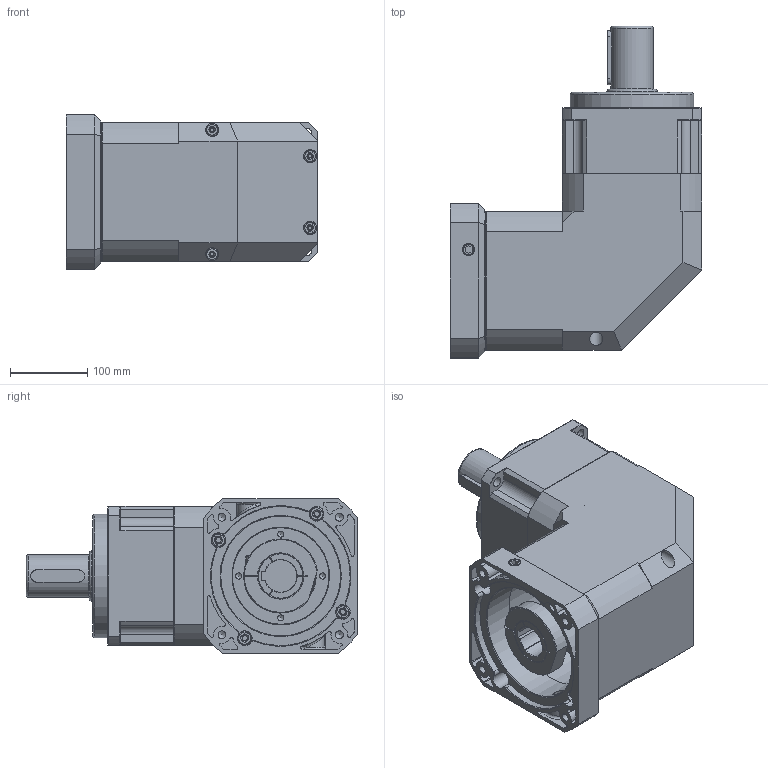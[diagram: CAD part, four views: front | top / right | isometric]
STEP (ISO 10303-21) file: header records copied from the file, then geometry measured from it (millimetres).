
FILE_DESCRIPTION((''),'2;1');
FILE_NAME('KSBL-180-1.stp','2017-05-17T11:14:19',('Young'),(''),'Autodesk Inventor 2012','Autodesk Inventor 2012','');
FILE_SCHEMA(('AUTOMOTIVE_DESIGN { 1 0 10303 214 1 1 1 1 }'));
Length unit declared in the file: millimetre
Products named in the file (3): 조립품1; KSBL-180-1; BS 4168 : 부품 1 6각 소켓 머리 캡 나사 - 미터 M10 x 40
Assembly tree (2 placements, depth 2):
  조립품1
    KSBL-180-1
    BS 4168 : 부품 1 6각 소켓 머리 캡 나사 - 미터 M10 x 40
Bounding box: 325 x 429.6 x 200 mm (x, y, z)
Volume: 7540422.3 mm3; surface area: 908760.3 mm2
Topology: 21 solids, 23 shells, 721 faces, 1719 edges, 1102 vertices
Faces by surface type: plane 341, cylinder 236, cone 111, torus 20, bspline 13
Full cylindrical faces by diameter (mm): 8 x4, 8.5 x4, 8.6 x1, 10 x5, 10.2 x8, 11 x1, 12 x4, 12.1 x1, 13 x12, 14 x1, 14.5 x4, 15.607 x2, 16 x5, 17 x4, 18 x4, 19 x4, 51 x1, 54.9 x1, 55 x1, 58.2 x1, 59.8 x1, 60 x1, 64.8 x1, 65 x2, 73 x1, 80.883 x1, 81 x1, 86 x1, 87 x1, 90 x5
Entity records: 25980 total; most frequent: CARTESIAN_POINT 9753, DIRECTION 3399, ORIENTED_EDGE 2976, EDGE_CURVE 1488, AXIS2_PLACEMENT_3D 1362, VERTEX_POINT 1057, EDGE_LOOP 1009, FACE_OUTER_BOUND 721
